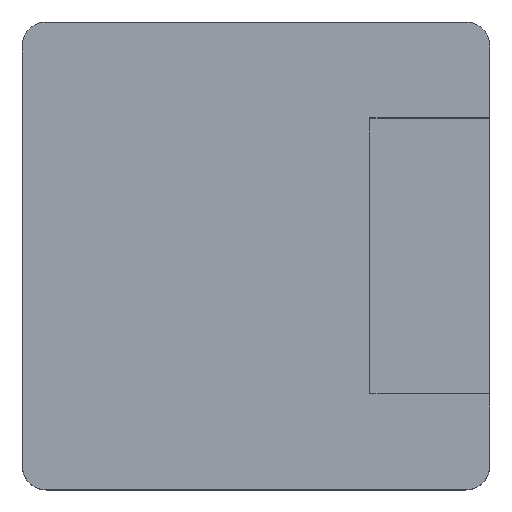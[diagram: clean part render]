
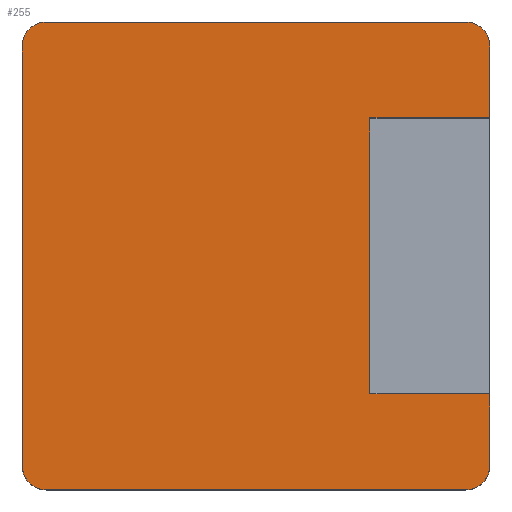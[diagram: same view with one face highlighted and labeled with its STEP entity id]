
A CAD part, top view. The second image highlights one B-rep face of the part: STEP entity #255.
In plain terms, the highlighted planar face has unit normal (0, 0, 1).
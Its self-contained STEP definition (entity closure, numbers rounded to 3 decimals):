
#16=PLANE('',#273);
#27=FACE_OUTER_BOUND('',#41,.T.);
#41=EDGE_LOOP('',(#185,#186,#187,#188,#189,#190,#191,#192,#193,#194,#195,
#196));
#55=LINE('',#377,#83);
#58=LINE('',#383,#86);
#59=LINE('',#385,#87);
#60=LINE('',#387,#88);
#61=LINE('',#389,#89);
#62=LINE('',#391,#90);
#63=LINE('',#395,#91);
#64=LINE('',#399,#92);
#83=VECTOR('',#303,35.);
#86=VECTOR('',#308,6.);
#87=VECTOR('',#309,10.);
#88=VECTOR('',#310,23.);
#89=VECTOR('',#311,10.);
#90=VECTOR('',#312,6.);
#91=VECTOR('',#315,35.);
#92=VECTOR('',#318,35.);
#109=CIRCLE('',#270,2.);
#111=CIRCLE('',#274,2.);
#112=CIRCLE('',#275,2.);
#113=CIRCLE('',#276,2.);
#117=VERTEX_POINT('',#367);
#118=VERTEX_POINT('',#368);
#121=VERTEX_POINT('',#376);
#123=VERTEX_POINT('',#382);
#124=VERTEX_POINT('',#384);
#125=VERTEX_POINT('',#386);
#126=VERTEX_POINT('',#388);
#127=VERTEX_POINT('',#390);
#128=VERTEX_POINT('',#392);
#129=VERTEX_POINT('',#394);
#130=VERTEX_POINT('',#396);
#131=VERTEX_POINT('',#398);
#141=EDGE_CURVE('',#117,#118,#109,.T.);
#145=EDGE_CURVE('',#121,#118,#55,.T.);
#148=EDGE_CURVE('',#117,#123,#58,.T.);
#149=EDGE_CURVE('',#123,#124,#59,.T.);
#150=EDGE_CURVE('',#124,#125,#60,.T.);
#151=EDGE_CURVE('',#125,#126,#61,.T.);
#152=EDGE_CURVE('',#126,#127,#62,.T.);
#153=EDGE_CURVE('',#128,#127,#111,.T.);
#154=EDGE_CURVE('',#128,#129,#63,.T.);
#155=EDGE_CURVE('',#130,#129,#112,.T.);
#156=EDGE_CURVE('',#130,#131,#64,.T.);
#157=EDGE_CURVE('',#121,#131,#113,.T.);
#185=ORIENTED_EDGE('',*,*,#141,.F.);
#186=ORIENTED_EDGE('',*,*,#148,.T.);
#187=ORIENTED_EDGE('',*,*,#149,.T.);
#188=ORIENTED_EDGE('',*,*,#150,.T.);
#189=ORIENTED_EDGE('',*,*,#151,.T.);
#190=ORIENTED_EDGE('',*,*,#152,.T.);
#191=ORIENTED_EDGE('',*,*,#153,.F.);
#192=ORIENTED_EDGE('',*,*,#154,.T.);
#193=ORIENTED_EDGE('',*,*,#155,.F.);
#194=ORIENTED_EDGE('',*,*,#156,.T.);
#195=ORIENTED_EDGE('',*,*,#157,.F.);
#196=ORIENTED_EDGE('',*,*,#145,.T.);
#255=ADVANCED_FACE('',(#27),#16,.T.);
#270=AXIS2_PLACEMENT_3D('',#369,#295,#296);
#273=AXIS2_PLACEMENT_3D('',#381,#306,#307);
#274=AXIS2_PLACEMENT_3D('',#393,#313,#314);
#275=AXIS2_PLACEMENT_3D('',#397,#316,#317);
#276=AXIS2_PLACEMENT_3D('',#400,#319,#320);
#295=DIRECTION('center_axis',(0.,0.,-1.));
#296=DIRECTION('ref_axis',(0.707,-0.707,0.));
#303=DIRECTION('',(1.,0.,0.));
#306=DIRECTION('center_axis',(0.,0.,1.));
#307=DIRECTION('ref_axis',(1.,0.,0.));
#308=DIRECTION('',(0.,1.,0.));
#309=DIRECTION('',(-1.,0.,0.));
#310=DIRECTION('',(0.,1.,0.));
#311=DIRECTION('',(1.,0.,0.));
#312=DIRECTION('',(0.,1.,0.));
#313=DIRECTION('center_axis',(0.,0.,-1.));
#314=DIRECTION('ref_axis',(0.707,0.707,0.));
#315=DIRECTION('',(-1.,0.,0.));
#316=DIRECTION('center_axis',(0.,0.,-1.));
#317=DIRECTION('ref_axis',(-0.707,0.707,0.));
#318=DIRECTION('',(0.,-1.,0.));
#319=DIRECTION('center_axis',(0.,0.,-1.));
#320=DIRECTION('ref_axis',(-0.707,-0.707,0.));
#367=CARTESIAN_POINT('',(39.,2.,10.));
#368=CARTESIAN_POINT('',(37.,0.,10.));
#369=CARTESIAN_POINT('Origin',(37.,2.,10.));
#376=CARTESIAN_POINT('',(2.,0.,10.));
#377=CARTESIAN_POINT('',(0.,0.,10.));
#381=CARTESIAN_POINT('Origin',(19.5,19.5,10.));
#382=CARTESIAN_POINT('',(39.,8.,10.));
#383=CARTESIAN_POINT('',(39.,0.,10.));
#384=CARTESIAN_POINT('',(29.,8.,10.));
#385=CARTESIAN_POINT('',(29.25,8.,10.));
#386=CARTESIAN_POINT('',(29.,31.,10.));
#387=CARTESIAN_POINT('',(29.,13.75,10.));
#388=CARTESIAN_POINT('',(39.,31.,10.));
#389=CARTESIAN_POINT('',(24.25,31.,10.));
#390=CARTESIAN_POINT('',(39.,37.,10.));
#391=CARTESIAN_POINT('',(39.,0.,10.));
#392=CARTESIAN_POINT('',(37.,39.,10.));
#393=CARTESIAN_POINT('Origin',(37.,37.,10.));
#394=CARTESIAN_POINT('',(2.,39.,10.));
#395=CARTESIAN_POINT('',(39.,39.,10.));
#396=CARTESIAN_POINT('',(0.,37.,10.));
#397=CARTESIAN_POINT('Origin',(2.,37.,10.));
#398=CARTESIAN_POINT('',(0.,2.,10.));
#399=CARTESIAN_POINT('',(0.,39.,10.));
#400=CARTESIAN_POINT('Origin',(2.,2.,10.));
